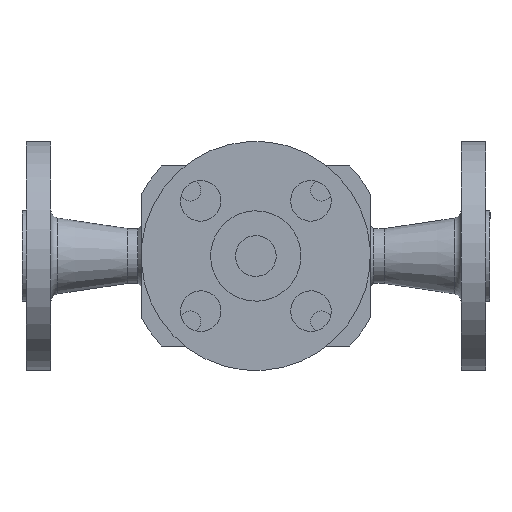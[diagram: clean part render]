
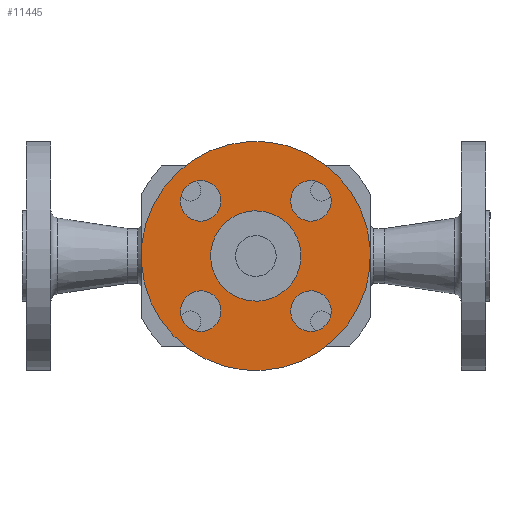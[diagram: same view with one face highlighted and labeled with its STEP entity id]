
A CAD part, front view. The second image highlights one B-rep face of the part: STEP entity #11445.
In plain terms, the highlighted planar face has unit normal (0, -1, 0).
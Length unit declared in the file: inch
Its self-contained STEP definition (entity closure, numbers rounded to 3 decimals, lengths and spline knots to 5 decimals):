
#11278=CARTESIAN_POINT('',(-0.92873,-1.757,-1.13892));
#11279=VERTEX_POINT('',#11278);
#11280=CARTESIAN_POINT('',(-0.84146,-1.757,-0.84146));
#11281=DIRECTION('',(0.,-1.0,0.));
#11282=DIRECTION('',(-0.707,0.,-0.707));
#11283=AXIS2_PLACEMENT_3D('',#11280,#11281,#11282);
#11284=CIRCLE('',#11283,0.31);
#11285=EDGE_CURVE('',#11279,#11279,#11284,.T.);
#11295=CARTESIAN_POINT('',(-1.67921,-1.757,0.49269));
#11296=VERTEX_POINT('',#11295);
#11297=CARTESIAN_POINT('',(0.,-1.757,0.));
#11298=DIRECTION('',(0.,-1.,0.));
#11299=DIRECTION('',(-0.707,0.,-0.707));
#11300=AXIS2_PLACEMENT_3D('',#11297,#11298,#11299);
#11301=CIRCLE('',#11300,1.75);
#11302=EDGE_CURVE('',#11296,#11296,#11301,.T.);
#11386=CARTESIAN_POINT('',(-0.66209,-1.757,0.19426));
#11387=VERTEX_POINT('',#11386);
#11388=CARTESIAN_POINT('',(0.,-1.757,0.));
#11389=DIRECTION('',(0.,-1.0,0.));
#11390=DIRECTION('',(-0.707,0.,-0.707));
#11391=AXIS2_PLACEMENT_3D('',#11388,#11389,#11390);
#11392=CIRCLE('',#11391,0.69);
#11393=EDGE_CURVE('',#11387,#11387,#11392,.T.);
#11398=CARTESIAN_POINT('',(-0.4879,-1.757,0.4879));
#11399=DIRECTION('',(0.0,-1.0,0.0));
#11400=DIRECTION('',(0.707,0.0,0.707));
#11401=AXIS2_PLACEMENT_3D('',#11398,#11399,#11400);
#11402=PLANE('',#11401);
#11403=ORIENTED_EDGE('',*,*,#11302,.T.);
#11404=EDGE_LOOP('',(#11403));
#11405=FACE_OUTER_BOUND('',#11404,.T.);
#11406=ORIENTED_EDGE('',*,*,#11285,.F.);
#11407=EDGE_LOOP('',(#11406));
#11408=FACE_BOUND('',#11407,.T.);
#11409=ORIENTED_EDGE('',*,*,#11393,.F.);
#11410=EDGE_LOOP('',(#11409));
#11411=FACE_BOUND('',#11410,.T.);
#11412=CARTESIAN_POINT('',(1.13892,-1.757,-0.92873));
#11413=VERTEX_POINT('',#11412);
#11414=CARTESIAN_POINT('',(0.84146,-1.757,-0.84146));
#11415=DIRECTION('',(0.,-1.0,0.));
#11416=DIRECTION('',(-0.707,0.,-0.707));
#11417=AXIS2_PLACEMENT_3D('',#11414,#11415,#11416);
#11418=CIRCLE('',#11417,0.31);
#11419=EDGE_CURVE('',#11413,#11413,#11418,.T.);
#11420=ORIENTED_EDGE('',*,*,#11419,.F.);
#11421=EDGE_LOOP('',(#11420));
#11422=FACE_BOUND('',#11421,.T.);
#11423=CARTESIAN_POINT('',(0.92873,-1.757,1.13892));
#11424=VERTEX_POINT('',#11423);
#11425=CARTESIAN_POINT('',(0.84146,-1.757,0.84146));
#11426=DIRECTION('',(0.,-1.0,0.));
#11427=DIRECTION('',(-0.707,0.,-0.707));
#11428=AXIS2_PLACEMENT_3D('',#11425,#11426,#11427);
#11429=CIRCLE('',#11428,0.31);
#11430=EDGE_CURVE('',#11424,#11424,#11429,.T.);
#11431=ORIENTED_EDGE('',*,*,#11430,.F.);
#11432=EDGE_LOOP('',(#11431));
#11433=FACE_BOUND('',#11432,.T.);
#11434=CARTESIAN_POINT('',(-1.13892,-1.757,0.92873));
#11435=VERTEX_POINT('',#11434);
#11436=CARTESIAN_POINT('',(-0.84146,-1.757,0.84146));
#11437=DIRECTION('',(0.,-1.0,0.));
#11438=DIRECTION('',(-0.707,0.,-0.707));
#11439=AXIS2_PLACEMENT_3D('',#11436,#11437,#11438);
#11440=CIRCLE('',#11439,0.31);
#11441=EDGE_CURVE('',#11435,#11435,#11440,.T.);
#11442=ORIENTED_EDGE('',*,*,#11441,.F.);
#11443=EDGE_LOOP('',(#11442));
#11444=FACE_BOUND('',#11443,.T.);
#11445=ADVANCED_FACE('',(#11405,#11408,#11411,#11422,#11433,#11444),#11402,.T.);
